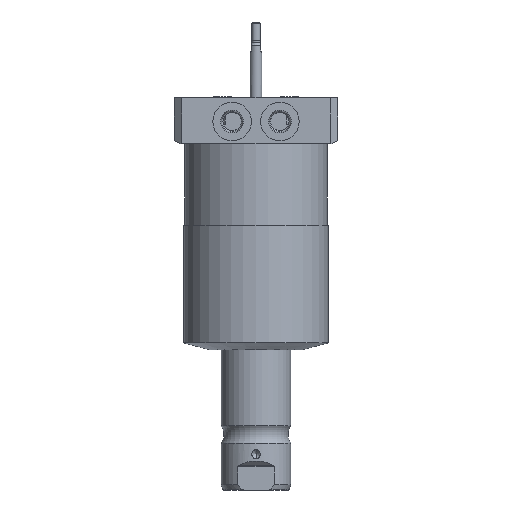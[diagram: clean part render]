
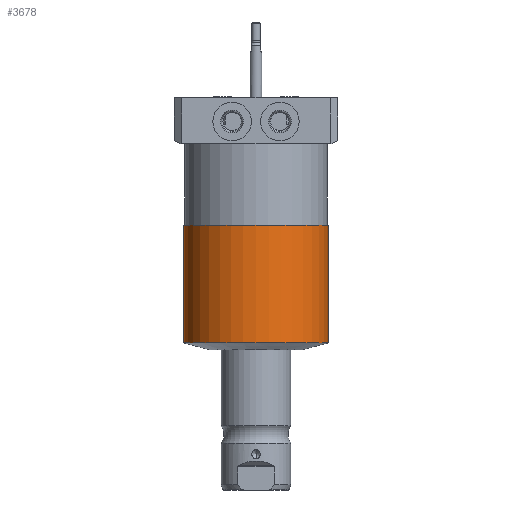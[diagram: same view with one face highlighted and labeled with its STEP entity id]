
A CAD part, left-side view. The second image highlights one B-rep face of the part: STEP entity #3678.
In plain terms, the highlighted cylindrical face has radius 39.522 mm (diameter 79.045 mm), a partial arc.
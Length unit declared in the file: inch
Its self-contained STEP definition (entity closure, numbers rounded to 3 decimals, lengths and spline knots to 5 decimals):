
#306=CARTESIAN_POINT('',(0.,0.,-1.75));
#307=DIRECTION('',(0.,0.,-1.));
#308=DIRECTION('',(0.,-1.,0.));
#309=AXIS2_PLACEMENT_3D('',#306,#307,#308);
#322=DIRECTION('',(0.,0.,-1.));
#323=VECTOR('',#322,2.52102);
#324=CARTESIAN_POINT('',(0.,-1.556,-1.75));
#325=LINE('',#324,#323);
#329=CARTESIAN_POINT('',(0.,0.,-4.27102));
#330=DIRECTION('',(0.,0.,-1.));
#331=DIRECTION('',(0.,-1.,0.));
#332=AXIS2_PLACEMENT_3D('',#329,#330,#331);
#391=DIRECTION('',(0.,0.,-1.));
#392=VECTOR('',#391,2.52102);
#393=CARTESIAN_POINT('',(0.,1.556,-1.75));
#394=LINE('',#393,#392);
#3394=CARTESIAN_POINT('',(0.,-1.556,-1.75));
#3395=CARTESIAN_POINT('',(0.,1.556,-1.75));
#3396=VERTEX_POINT('',#3394);
#3397=VERTEX_POINT('',#3395);
#3402=CARTESIAN_POINT('',(0.,-1.556,-4.27102));
#3403=CARTESIAN_POINT('',(0.,1.556,-4.27102));
#3404=VERTEX_POINT('',#3402);
#3405=VERTEX_POINT('',#3403);
#3664=CARTESIAN_POINT('',(0.,0.,0.));
#3665=DIRECTION('',(0.,0.,-1.));
#3666=DIRECTION('',(0.,-1.,0.));
#3667=AXIS2_PLACEMENT_3D('',#3664,#3665,#3666);
#3668=CYLINDRICAL_SURFACE('',#3667,1.556);
#3670=ORIENTED_EDGE('',*,*,#3669,.T.);
#3672=ORIENTED_EDGE('',*,*,#3671,.F.);
#3673=ORIENTED_EDGE('',*,*,#3653,.F.);
#3675=ORIENTED_EDGE('',*,*,#3674,.T.);
#3676=EDGE_LOOP('',(#3670,#3672,#3673,#3675));
#3677=FACE_OUTER_BOUND('',#3676,.F.);
#310=CIRCLE('',#309,1.556);
#333=CIRCLE('',#332,1.556);
#3653=EDGE_CURVE('',#3396,#3397,#310,.T.);
#3669=EDGE_CURVE('',#3404,#3405,#333,.T.);
#3671=EDGE_CURVE('',#3397,#3405,#394,.T.);
#3674=EDGE_CURVE('',#3396,#3404,#325,.T.);
#3678=ADVANCED_FACE('',(#3677),#3668,.T.);
